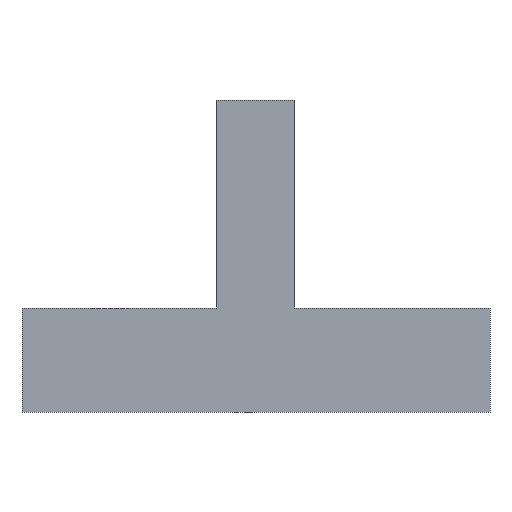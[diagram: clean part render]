
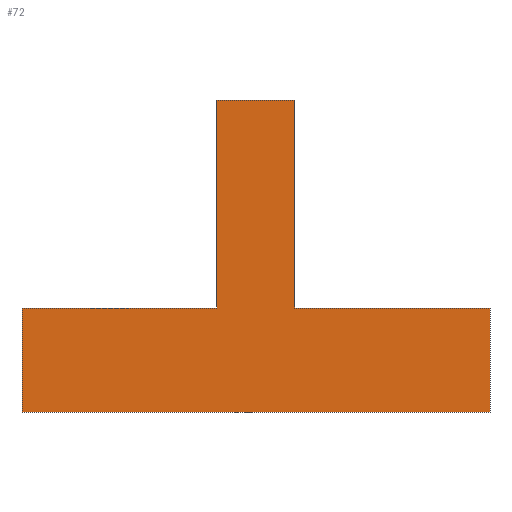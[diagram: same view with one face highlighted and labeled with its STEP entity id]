
A CAD part, front view. The second image highlights one B-rep face of the part: STEP entity #72.
In plain terms, the highlighted planar face has unit normal (0, -1, 0).
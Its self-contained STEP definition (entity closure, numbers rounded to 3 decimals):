
#1=CARTESIAN_POINT('POINT1',(241.3,0.,12.7));
#2=VERTEX_POINT('VERTEX1',#1);
#3=CARTESIAN_POINT('POINT2',(12.7,0.,12.7));
#4=VERTEX_POINT('VERTEX2',#3);
#5=CARTESIAN_POINT('POS1',(241.3,0.,12.7));
#6=DIRECTION('DIR1',(-1.,0.,0.));
#7=VECTOR('VEC1',#6,25.4);
#8=LINE('STRAIGHT1',#5,#7);
#9=EDGE_CURVE('EDGE1',#2,#4,#8,.T.);
#10=ORIENTED_EDGE('COEDGE1',*,*,#9,.F.);
#11=CARTESIAN_POINT('POINT3',(241.3,0.,63.5));
#12=VERTEX_POINT('VERTEX3',#11);
#13=CARTESIAN_POINT('POS2',(241.3,0.,63.5));
#14=DIRECTION('DIR2',(0.,0.,-1.));
#15=VECTOR('VEC2',#14,25.4);
#16=LINE('STRAIGHT2',#13,#15);
#17=EDGE_CURVE('EDGE2',#12,#2,#16,.T.);
#18=ORIENTED_EDGE('COEDGE2',*,*,#17,.F.);
#19=CARTESIAN_POINT('POINT4',(146.05,0.,63.5));
#20=VERTEX_POINT('VERTEX4',#19);
#21=CARTESIAN_POINT('POS3',(146.05,0.,63.5));
#22=DIRECTION('DIR3',(1.,0.,0.));
#23=VECTOR('VEC3',#22,25.4);
#24=LINE('STRAIGHT3',#21,#23);
#25=EDGE_CURVE('EDGE3',#20,#12,#24,.T.);
#26=ORIENTED_EDGE('COEDGE3',*,*,#25,.F.);
#27=CARTESIAN_POINT('POINT5',(146.05,0.,165.1));
#28=VERTEX_POINT('VERTEX5',#27);
#29=CARTESIAN_POINT('POS4',(146.05,0.,165.1));
#30=DIRECTION('DIR4',(0.,0.,-1.));
#31=VECTOR('VEC4',#30,25.4);
#32=LINE('STRAIGHT4',#29,#31);
#33=EDGE_CURVE('EDGE4',#28,#20,#32,.T.);
#34=ORIENTED_EDGE('COEDGE4',*,*,#33,.F.);
#35=CARTESIAN_POINT('POINT6',(107.95,0.,165.1));
#36=VERTEX_POINT('VERTEX6',#35);
#37=CARTESIAN_POINT('POS5',(107.95,0.,165.1));
#38=DIRECTION('DIR5',(1.,0.,0.));
#39=VECTOR('VEC5',#38,25.4);
#40=LINE('STRAIGHT5',#37,#39);
#41=EDGE_CURVE('EDGE5',#36,#28,#40,.T.);
#42=ORIENTED_EDGE('COEDGE5',*,*,#41,.F.);
#43=CARTESIAN_POINT('POINT7',(107.95,0.,63.5));
#44=VERTEX_POINT('VERTEX7',#43);
#45=CARTESIAN_POINT('POS6',(107.95,0.,63.5));
#46=DIRECTION('DIR6',(0.,0.,1.));
#47=VECTOR('VEC6',#46,25.4);
#48=LINE('STRAIGHT6',#45,#47);
#49=EDGE_CURVE('EDGE6',#44,#36,#48,.T.);
#50=ORIENTED_EDGE('COEDGE6',*,*,#49,.F.);
#51=CARTESIAN_POINT('POINT8',(12.7,0.,63.5));
#52=VERTEX_POINT('VERTEX8',#51);
#53=CARTESIAN_POINT('POS7',(12.7,0.,63.5));
#54=DIRECTION('DIR7',(1.,0.,0.));
#55=VECTOR('VEC7',#54,25.4);
#56=LINE('STRAIGHT7',#53,#55);
#57=EDGE_CURVE('EDGE7',#52,#44,#56,.T.);
#58=ORIENTED_EDGE('COEDGE7',*,*,#57,.F.);
#59=CARTESIAN_POINT('POS8',(12.7,0.,12.7));
#60=DIRECTION('DIR8',(0.,0.,1.));
#61=VECTOR('VEC8',#60,25.4);
#62=LINE('STRAIGHT8',#59,#61);
#63=EDGE_CURVE('EDGE8',#4,#52,#62,.T.);
#64=ORIENTED_EDGE('COEDGE8',*,*,#63,.F.);
#65=EDGE_LOOP('NONE',(#10,#18,#26,#34,#42,#50,#58,#64));
#66=FACE_BOUND('LOOP1',#65,.T.);
#67=CARTESIAN_POINT('POS9',(0.,0.,0.));
#68=DIRECTION('DIR9',(0.,-1.,0.));
#69=DIRECTION('DIR10',(1.,0.,0.));
#70=AXIS2_PLACEMENT_3D('AXIS1',#67,#68,#69);
#71=PLANE('PLANE1',#70);
#72=ADVANCED_FACE('FACE1',(#66),#71,.T.);
